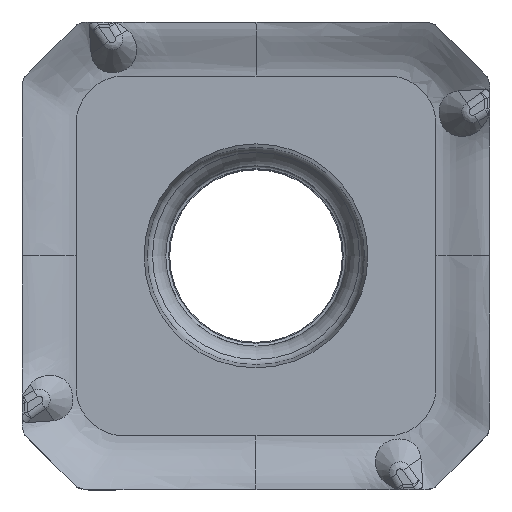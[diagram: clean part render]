
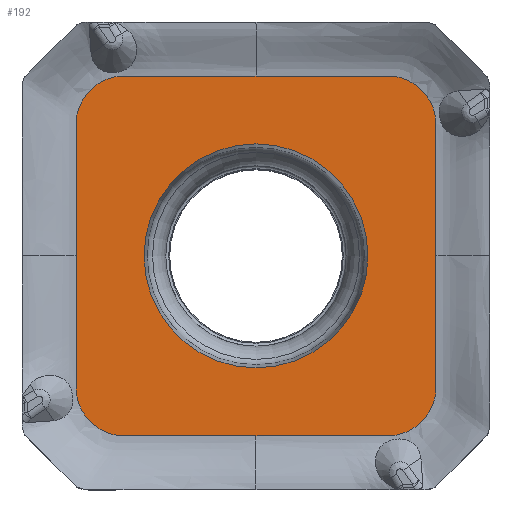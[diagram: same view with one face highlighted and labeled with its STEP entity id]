
A CAD part, top view. The second image highlights one B-rep face of the part: STEP entity #192.
In plain terms, the highlighted planar face has unit normal (0, 0, 1).
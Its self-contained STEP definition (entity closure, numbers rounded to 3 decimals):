
#192=ADVANCED_FACE('',(#327,#328),#263,.F.);
#263=PLANE('',#1512);
#294=CIRCLE('',#1511,3.112);
#327=FACE_BOUND('',#359,.T.);
#328=FACE_BOUND('',#360,.T.);
#359=EDGE_LOOP('',(#682));
#360=EDGE_LOOP('',(#683,#684,#685,#686,#687,#688,#689,#690,#691,#692,#693,
#694));
#682=ORIENTED_EDGE('',*,*,#1218,.T.);
#683=ORIENTED_EDGE('',*,*,#1177,.T.);
#684=ORIENTED_EDGE('',*,*,#1219,.T.);
#685=ORIENTED_EDGE('',*,*,#1220,.T.);
#686=ORIENTED_EDGE('',*,*,#1221,.T.);
#687=ORIENTED_EDGE('',*,*,#1222,.T.);
#688=ORIENTED_EDGE('',*,*,#1223,.T.);
#689=ORIENTED_EDGE('',*,*,#1224,.T.);
#690=ORIENTED_EDGE('',*,*,#1225,.T.);
#691=ORIENTED_EDGE('',*,*,#1226,.T.);
#692=ORIENTED_EDGE('',*,*,#1227,.T.);
#693=ORIENTED_EDGE('',*,*,#1179,.T.);
#694=ORIENTED_EDGE('',*,*,#1178,.T.);
#1037=VERTEX_POINT('',#2320);
#1038=VERTEX_POINT('',#2325);
#1039=VERTEX_POINT('',#2330);
#1040=VERTEX_POINT('',#2335);
#1065=VERTEX_POINT('',#4213);
#1066=VERTEX_POINT('',#4218);
#1067=VERTEX_POINT('',#4223);
#1068=VERTEX_POINT('',#4228);
#1069=VERTEX_POINT('',#4233);
#1070=VERTEX_POINT('',#4238);
#1071=VERTEX_POINT('',#4243);
#1072=VERTEX_POINT('',#4248);
#1073=VERTEX_POINT('',#4253);
#1177=EDGE_CURVE('',#1038,#1037,#1388,.T.);
#1178=EDGE_CURVE('',#1039,#1038,#1389,.T.);
#1179=EDGE_CURVE('',#1040,#1039,#1390,.T.);
#1218=EDGE_CURVE('',#1065,#1065,#294,.T.);
#1219=EDGE_CURVE('',#1037,#1066,#1404,.T.);
#1220=EDGE_CURVE('',#1066,#1067,#1405,.T.);
#1221=EDGE_CURVE('',#1067,#1068,#1406,.T.);
#1222=EDGE_CURVE('',#1068,#1069,#1407,.T.);
#1223=EDGE_CURVE('',#1069,#1070,#1408,.T.);
#1224=EDGE_CURVE('',#1070,#1071,#1409,.T.);
#1225=EDGE_CURVE('',#1071,#1072,#1410,.T.);
#1226=EDGE_CURVE('',#1072,#1073,#1411,.T.);
#1227=EDGE_CURVE('',#1073,#1040,#1412,.T.);
#1388=B_SPLINE_CURVE_WITH_KNOTS('',3,(#2321,#2322,#2323,#2324),
 .UNSPECIFIED.,.F.,.F.,(4,4),(0.,1.),.UNSPECIFIED.);
#1389=B_SPLINE_CURVE_WITH_KNOTS('',3,(#2326,#2327,#2328,#2329),
 .UNSPECIFIED.,.F.,.F.,(4,4),(0.,1.),.UNSPECIFIED.);
#1390=B_SPLINE_CURVE_WITH_KNOTS('',3,(#2331,#2332,#2333,#2334),
 .UNSPECIFIED.,.F.,.F.,(4,4),(0.,1.),.UNSPECIFIED.);
#1404=B_SPLINE_CURVE_WITH_KNOTS('',3,(#4214,#4215,#4216,#4217),
 .UNSPECIFIED.,.F.,.F.,(4,4),(0.,1.),.UNSPECIFIED.);
#1405=B_SPLINE_CURVE_WITH_KNOTS('',3,(#4219,#4220,#4221,#4222),
 .UNSPECIFIED.,.F.,.F.,(4,4),(0.,1.),.UNSPECIFIED.);
#1406=B_SPLINE_CURVE_WITH_KNOTS('',3,(#4224,#4225,#4226,#4227),
 .UNSPECIFIED.,.F.,.F.,(4,4),(0.,1.),.UNSPECIFIED.);
#1407=B_SPLINE_CURVE_WITH_KNOTS('',3,(#4229,#4230,#4231,#4232),
 .UNSPECIFIED.,.F.,.F.,(4,4),(0.,1.),.UNSPECIFIED.);
#1408=B_SPLINE_CURVE_WITH_KNOTS('',3,(#4234,#4235,#4236,#4237),
 .UNSPECIFIED.,.F.,.F.,(4,4),(0.,1.),.UNSPECIFIED.);
#1409=B_SPLINE_CURVE_WITH_KNOTS('',3,(#4239,#4240,#4241,#4242),
 .UNSPECIFIED.,.F.,.F.,(4,4),(0.,1.),.UNSPECIFIED.);
#1410=B_SPLINE_CURVE_WITH_KNOTS('',3,(#4244,#4245,#4246,#4247),
 .UNSPECIFIED.,.F.,.F.,(4,4),(0.,1.),.UNSPECIFIED.);
#1411=B_SPLINE_CURVE_WITH_KNOTS('',3,(#4249,#4250,#4251,#4252),
 .UNSPECIFIED.,.F.,.F.,(4,4),(0.,1.),.UNSPECIFIED.);
#1412=B_SPLINE_CURVE_WITH_KNOTS('',3,(#4254,#4255,#4256,#4257),
 .UNSPECIFIED.,.F.,.F.,(4,4),(0.,1.),.UNSPECIFIED.);
#1511=AXIS2_PLACEMENT_3D('',#4212,#1675,#1676);
#1512=AXIS2_PLACEMENT_3D('',#4258,#1677,#1678);
#1675=DIRECTION('',(0.,0.,-1.));
#1676=DIRECTION('',(-1.,0.,0.));
#1677=DIRECTION('',(0.,0.,-1.));
#1678=DIRECTION('',(0.,1.,0.));
#2320=CARTESIAN_POINT('',(-5.,0.,-0.8));
#2321=CARTESIAN_POINT('',(-5.,3.7,-0.8));
#2322=CARTESIAN_POINT('',(-5.,2.467,-0.8));
#2323=CARTESIAN_POINT('',(-5.,1.233,-0.8));
#2324=CARTESIAN_POINT('',(-5.,0.,-0.8));
#2325=CARTESIAN_POINT('',(-5.,3.7,-0.8));
#2326=CARTESIAN_POINT('',(-3.7,5.,-0.8));
#2327=CARTESIAN_POINT('',(-4.384,5.,-0.8));
#2328=CARTESIAN_POINT('',(-5.,4.381,-0.8));
#2329=CARTESIAN_POINT('',(-5.,3.7,-0.8));
#2330=CARTESIAN_POINT('',(-3.7,5.,-0.8));
#2331=CARTESIAN_POINT('',(0.,5.,-0.8));
#2332=CARTESIAN_POINT('',(-1.233,5.,-0.8));
#2333=CARTESIAN_POINT('',(-2.467,5.,-0.8));
#2334=CARTESIAN_POINT('',(-3.7,5.,-0.8));
#2335=CARTESIAN_POINT('',(0.,5.,-0.8));
#4212=CARTESIAN_POINT('',(0.,0.,-0.8));
#4213=CARTESIAN_POINT('',(-3.112,0.,-0.8));
#4214=CARTESIAN_POINT('',(-5.,0.,-0.8));
#4215=CARTESIAN_POINT('',(-5.,-1.233,-0.8));
#4216=CARTESIAN_POINT('',(-5.,-2.467,-0.8));
#4217=CARTESIAN_POINT('',(-5.,-3.7,-0.8));
#4218=CARTESIAN_POINT('',(-5.,-3.7,-0.8));
#4219=CARTESIAN_POINT('',(-5.,-3.7,-0.8));
#4220=CARTESIAN_POINT('',(-5.,-4.384,-0.8));
#4221=CARTESIAN_POINT('',(-4.381,-5.,-0.8));
#4222=CARTESIAN_POINT('',(-3.7,-5.,-0.8));
#4223=CARTESIAN_POINT('',(-3.7,-5.,-0.8));
#4224=CARTESIAN_POINT('',(-3.7,-5.,-0.8));
#4225=CARTESIAN_POINT('',(-2.467,-5.,-0.8));
#4226=CARTESIAN_POINT('',(-1.233,-5.,-0.8));
#4227=CARTESIAN_POINT('',(0.,-5.,-0.8));
#4228=CARTESIAN_POINT('',(0.,-5.,-0.8));
#4229=CARTESIAN_POINT('',(0.,-5.,-0.8));
#4230=CARTESIAN_POINT('',(1.233,-5.,-0.8));
#4231=CARTESIAN_POINT('',(2.467,-5.,-0.8));
#4232=CARTESIAN_POINT('',(3.7,-5.,-0.8));
#4233=CARTESIAN_POINT('',(3.7,-5.,-0.8));
#4234=CARTESIAN_POINT('',(3.7,-5.,-0.8));
#4235=CARTESIAN_POINT('',(4.384,-5.,-0.8));
#4236=CARTESIAN_POINT('',(5.,-4.381,-0.8));
#4237=CARTESIAN_POINT('',(5.,-3.7,-0.8));
#4238=CARTESIAN_POINT('',(5.,-3.7,-0.8));
#4239=CARTESIAN_POINT('',(5.,-3.7,-0.8));
#4240=CARTESIAN_POINT('',(5.,-2.467,-0.8));
#4241=CARTESIAN_POINT('',(5.,-1.233,-0.8));
#4242=CARTESIAN_POINT('',(5.,0.,-0.8));
#4243=CARTESIAN_POINT('',(5.,0.,-0.8));
#4244=CARTESIAN_POINT('',(5.,0.,-0.8));
#4245=CARTESIAN_POINT('',(5.,1.233,-0.8));
#4246=CARTESIAN_POINT('',(5.,2.467,-0.8));
#4247=CARTESIAN_POINT('',(5.,3.7,-0.8));
#4248=CARTESIAN_POINT('',(5.,3.7,-0.8));
#4249=CARTESIAN_POINT('',(5.,3.7,-0.8));
#4250=CARTESIAN_POINT('',(5.,4.384,-0.8));
#4251=CARTESIAN_POINT('',(4.381,5.,-0.8));
#4252=CARTESIAN_POINT('',(3.7,5.,-0.8));
#4253=CARTESIAN_POINT('',(3.7,5.,-0.8));
#4254=CARTESIAN_POINT('',(3.7,5.,-0.8));
#4255=CARTESIAN_POINT('',(2.467,5.,-0.8));
#4256=CARTESIAN_POINT('',(1.233,5.,-0.8));
#4257=CARTESIAN_POINT('',(0.,5.,-0.8));
#4258=CARTESIAN_POINT('',(-3.195,3.295,-0.8));
